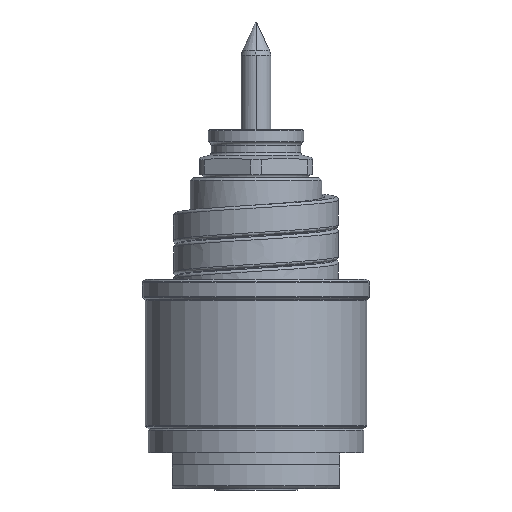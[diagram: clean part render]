
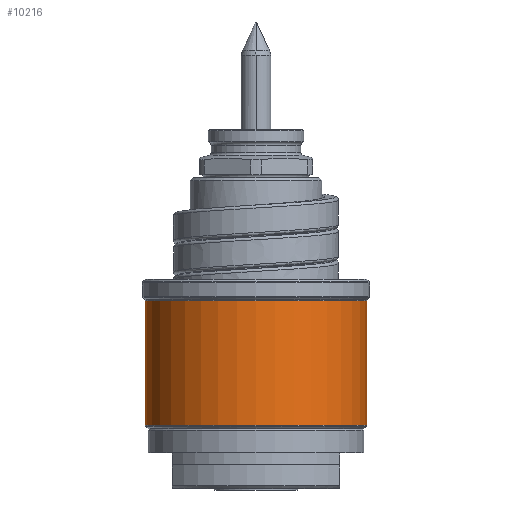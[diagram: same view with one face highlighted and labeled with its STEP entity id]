
A CAD part, front view. The second image highlights one B-rep face of the part: STEP entity #10216.
In plain terms, the highlighted cylindrical face has radius 18.5 mm (diameter 37 mm), a partial arc.
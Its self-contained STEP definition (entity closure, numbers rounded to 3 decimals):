
#3534=CARTESIAN_POINT('',(0.,0.,10.583));
#3535=DIRECTION('',(0.,0.,1.));
#3536=DIRECTION('',(-1.,0.,0.));
#3537=AXIS2_PLACEMENT_3D('',#3534,#3535,#3536);
#3539=DIRECTION('',(0.,0.,-1.));
#3540=VECTOR('',#3539,20.834);
#3541=CARTESIAN_POINT('',(-18.5,0.,31.417));
#3542=LINE('',#3541,#3540);
#3543=CARTESIAN_POINT('',(0.,0.,31.417));
#3544=DIRECTION('',(0.,0.,1.));
#3545=DIRECTION('',(-1.,0.,0.));
#3546=AXIS2_PLACEMENT_3D('',#3543,#3544,#3545);
#3548=DIRECTION('',(0.,0.,-1.));
#3549=VECTOR('',#3548,20.834);
#3550=CARTESIAN_POINT('',(18.5,0.,31.417));
#3551=LINE('',#3550,#3549);
#5356=CARTESIAN_POINT('',(18.5,0.,31.417));
#5357=CARTESIAN_POINT('',(-18.5,0.,31.417));
#5358=VERTEX_POINT('',#5356);
#5359=VERTEX_POINT('',#5357);
#5382=CARTESIAN_POINT('',(18.5,0.,10.583));
#5383=VERTEX_POINT('',#5382);
#5384=CARTESIAN_POINT('',(-18.5,0.,10.583));
#5385=VERTEX_POINT('',#5384);
#10204=CARTESIAN_POINT('',(0.,0.,8.75));
#10205=DIRECTION('',(0.,0.,1.));
#10206=DIRECTION('',(-1.,0.,0.));
#10207=AXIS2_PLACEMENT_3D('',#10204,#10205,#10206);
#10208=CYLINDRICAL_SURFACE('',#10207,18.5);
#10209=ORIENTED_EDGE('',*,*,#8235,.F.);
#10210=ORIENTED_EDGE('',*,*,#8216,.F.);
#10212=ORIENTED_EDGE('',*,*,#10211,.T.);
#10213=ORIENTED_EDGE('',*,*,#8212,.T.);
#10214=EDGE_LOOP('',(#10209,#10210,#10212,#10213));
#10215=FACE_OUTER_BOUND('',#10214,.F.);
#3538=CIRCLE('',#3537,18.5);
#3547=CIRCLE('',#3546,18.5);
#8212=EDGE_CURVE('',#5358,#5383,#3551,.T.);
#8216=EDGE_CURVE('',#5359,#5385,#3542,.T.);
#8235=EDGE_CURVE('',#5385,#5383,#3538,.T.);
#10211=EDGE_CURVE('',#5359,#5358,#3547,.T.);
#10216=ADVANCED_FACE('',(#10215),#10208,.T.);
